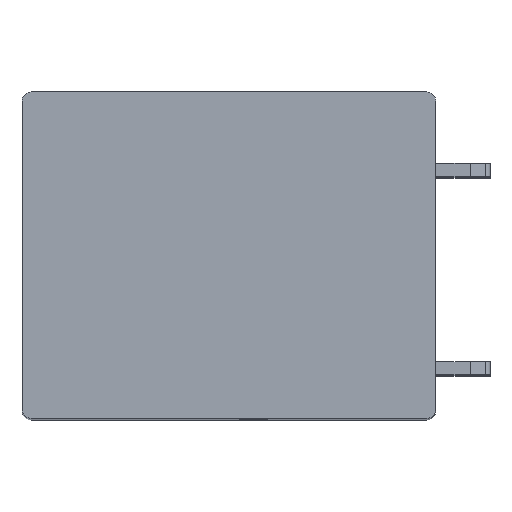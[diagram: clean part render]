
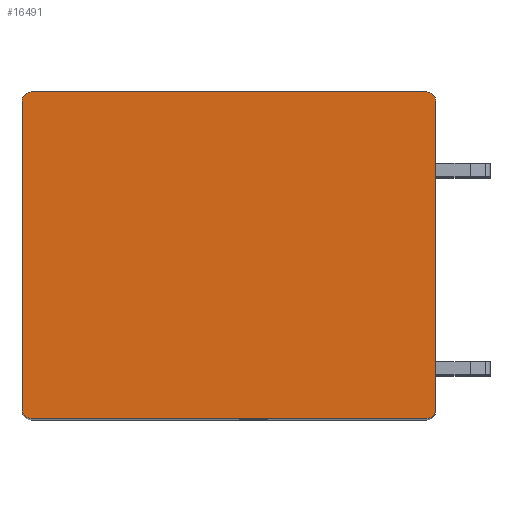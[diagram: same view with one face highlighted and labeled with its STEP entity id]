
A CAD part, top view. The second image highlights one B-rep face of the part: STEP entity #16491.
In plain terms, the highlighted planar face has unit normal (0, 0, 1).
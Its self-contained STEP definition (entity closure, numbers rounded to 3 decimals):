
#6199=CARTESIAN_POINT('',(-13.8,9.,65.));
#6200=DIRECTION('',(0.,0.,1.));
#6201=DIRECTION('',(0.,1.,0.));
#6202=AXIS2_PLACEMENT_3D('',#6199,#6200,#6201);
#6204=DIRECTION('',(-1.,0.,0.));
#6205=VECTOR('',#6204,29.9);
#6206=CARTESIAN_POINT('',(16.1,9.7,65.));
#6207=LINE('',#6206,#6205);
#6208=CARTESIAN_POINT('',(16.1,9.,65.));
#6209=DIRECTION('',(0.,0.,1.));
#6210=DIRECTION('',(1.,0.,0.));
#6211=AXIS2_PLACEMENT_3D('',#6208,#6209,#6210);
#6213=DIRECTION('',(0.,1.,0.));
#6214=VECTOR('',#6213,23.3);
#6215=CARTESIAN_POINT('',(16.8,-14.3,65.));
#6216=LINE('',#6215,#6214);
#6217=CARTESIAN_POINT('',(16.1,-14.3,65.));
#6218=DIRECTION('',(0.,0.,1.));
#6219=DIRECTION('',(0.,-1.,0.));
#6220=AXIS2_PLACEMENT_3D('',#6217,#6218,#6219);
#6222=DIRECTION('',(1.,0.,0.));
#6223=VECTOR('',#6222,29.9);
#6224=CARTESIAN_POINT('',(-13.8,-15.,65.));
#6225=LINE('',#6224,#6223);
#6226=CARTESIAN_POINT('',(-13.8,-14.3,65.));
#6227=DIRECTION('',(0.,0.,1.));
#6228=DIRECTION('',(-1.,0.,0.));
#6229=AXIS2_PLACEMENT_3D('',#6226,#6227,#6228);
#6231=DIRECTION('',(0.,-1.,0.));
#6232=VECTOR('',#6231,23.3);
#6233=CARTESIAN_POINT('',(-14.5,9.,65.));
#6234=LINE('',#6233,#6232);
#7399=CARTESIAN_POINT('',(-13.8,9.7,65.));
#7400=VERTEX_POINT('',#7399);
#7401=CARTESIAN_POINT('',(-14.5,9.,65.));
#7402=VERTEX_POINT('',#7401);
#7407=CARTESIAN_POINT('',(16.8,9.,65.));
#7408=VERTEX_POINT('',#7407);
#7409=CARTESIAN_POINT('',(16.1,9.7,65.));
#7410=VERTEX_POINT('',#7409);
#7415=CARTESIAN_POINT('',(-14.5,-14.3,65.));
#7416=VERTEX_POINT('',#7415);
#7417=CARTESIAN_POINT('',(-13.8,-15.,65.));
#7418=VERTEX_POINT('',#7417);
#7423=CARTESIAN_POINT('',(16.1,-15.,65.));
#7424=VERTEX_POINT('',#7423);
#7425=CARTESIAN_POINT('',(16.8,-14.3,65.));
#7426=VERTEX_POINT('',#7425);
#16476=CARTESIAN_POINT('',(0.,0.,65.));
#16477=DIRECTION('',(0.,0.,1.));
#16478=DIRECTION('',(1.,0.,0.));
#16479=AXIS2_PLACEMENT_3D('',#16476,#16477,#16478);
#16480=PLANE('',#16479);
#16481=ORIENTED_EDGE('',*,*,#7972,.F.);
#16482=ORIENTED_EDGE('',*,*,#7988,.F.);
#16483=ORIENTED_EDGE('',*,*,#8001,.F.);
#16484=ORIENTED_EDGE('',*,*,#8016,.F.);
#16485=ORIENTED_EDGE('',*,*,#12733,.F.);
#16486=ORIENTED_EDGE('',*,*,#12746,.F.);
#16487=ORIENTED_EDGE('',*,*,#13307,.F.);
#16488=ORIENTED_EDGE('',*,*,#13319,.F.);
#16489=EDGE_LOOP('',(#16481,#16482,#16483,#16484,#16485,#16486,#16487,#16488));
#16490=FACE_OUTER_BOUND('',#16489,.F.);
#6203=CIRCLE('',#6202,0.7);
#6212=CIRCLE('',#6211,0.7);
#6221=CIRCLE('',#6220,0.7);
#6230=CIRCLE('',#6229,0.7);
#7972=EDGE_CURVE('',#7400,#7402,#6203,.T.);
#7988=EDGE_CURVE('',#7410,#7400,#6207,.T.);
#8001=EDGE_CURVE('',#7408,#7410,#6212,.T.);
#8016=EDGE_CURVE('',#7426,#7408,#6216,.T.);
#12733=EDGE_CURVE('',#7424,#7426,#6221,.T.);
#12746=EDGE_CURVE('',#7418,#7424,#6225,.T.);
#13307=EDGE_CURVE('',#7416,#7418,#6230,.T.);
#13319=EDGE_CURVE('',#7402,#7416,#6234,.T.);
#16491=ADVANCED_FACE('',(#16490),#16480,.T.);
